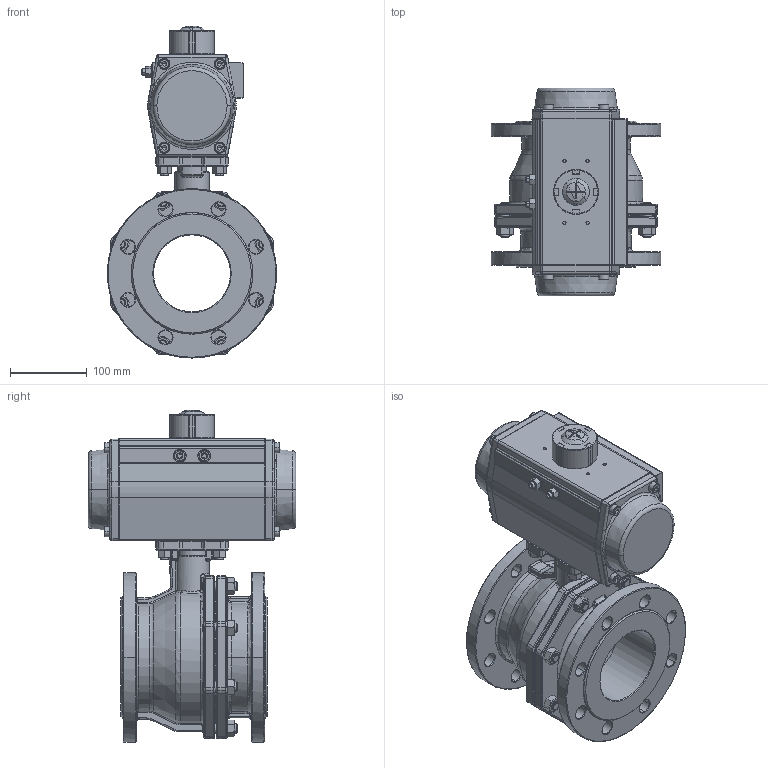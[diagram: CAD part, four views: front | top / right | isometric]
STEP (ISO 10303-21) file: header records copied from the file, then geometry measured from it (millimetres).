
FILE_DESCRIPTION(('HOOPS Exchange Step'),'2;1');
FILE_NAME('PK0500_DN100.stp','2025-04-11T14:00:12+02:00',('nieru'),('Unknown organisation'),'HOOPS Exchange 2024.2','HOOPS Exchange','Unknown authorisation');
FILE_SCHEMA( ('AP203_CONFIGURATION_CONTROLLED_3D_DESIGN_OF_MECHANICAL_PARTS_AND_ASSEMBLIES_MIM_LF') );
Length unit declared in the file: millimetre
Products named in the file (8): 0; root
Assembly tree (7 placements, depth 4):
  root
    0
      0
        0
        0
        0
        0
      0
Bounding box: 220 x 270 x 431.38 mm (x, y, z)
Volume: 5438885.7 mm3; surface area: 750377.6 mm2
Topology: 54 solids, 54 shells, 1999 faces, 4853 edges, 2957 vertices
Faces by surface type: plane 641, cylinder 633, torus 297, cone 201, bspline 173, sphere 54
Full cylindrical faces by diameter (mm): 6.8 x1, 10 x4, 12 x8, 22 x2, 22.351 x1, 37.5 x1, 44.6 x1, 100 x2, 179.5 x2
Entity records: 163150 total; most frequent: CARTESIAN_POINT 117900, ORIENTED_EDGE 9586, DIRECTION 8927, EDGE_CURVE 4793, AXIS2_PLACEMENT_3D 3531, VERTEX_POINT 2959, EDGE_LOOP 2214, FACE_BOUND 2214
